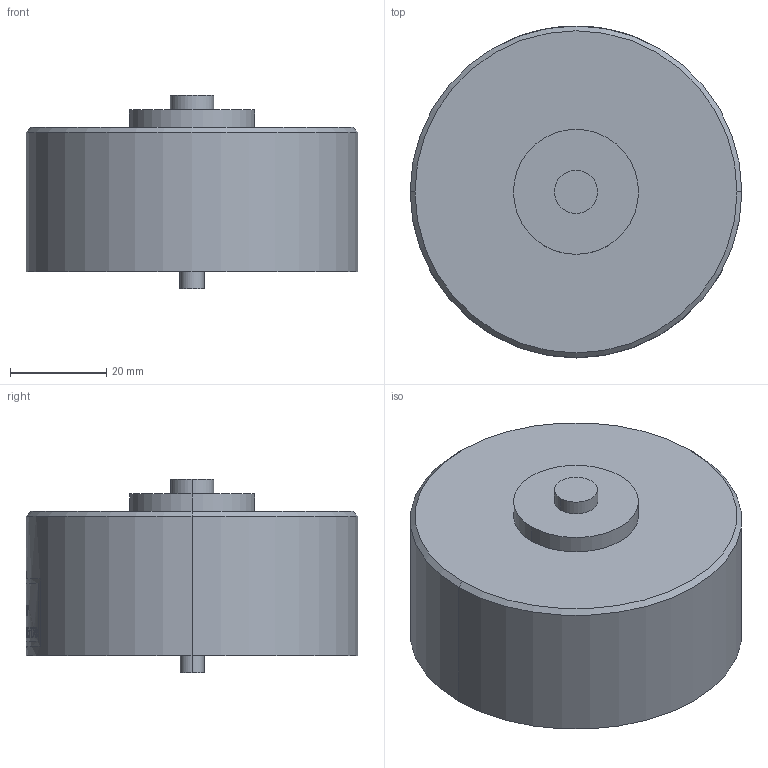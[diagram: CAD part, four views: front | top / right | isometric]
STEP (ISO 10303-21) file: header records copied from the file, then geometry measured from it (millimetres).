
FILE_DESCRIPTION (( 'STEP AP203' ), '1' );
FILE_NAME ('Tmotor_P60_Skin_Default_sldprt.STEP', '2022-04-16T10:25:13', ( '' ), ( '' ), 'SwSTEP 2.0', 'SolidWorks 2019', '' );
FILE_SCHEMA (( 'CONFIG_CONTROL_DESIGN' ));
Length unit declared in the file: millimetre
Products named in the file (1): Tmotor_P60_Skin_Default_sldprt
Bounding box: 69 x 69.01 x 40.15 mm (x, y, z)
Volume: 12595.1 mm3; surface area: 20854.3 mm2
Topology: 1 solids, 1 shells, 801 faces, 2311 edges, 1540 vertices
Faces by surface type: plane 519, bspline 246, cylinder 34, cone 2
Entity records: 34074 total; most frequent: CARTESIAN_POINT 15947, ORIENTED_EDGE 4622, DIRECTION 2397, EDGE_CURVE 2311, VERTEX_POINT 1540, B_SPLINE_CURVE_WITH_KNOTS 1114, VECTOR 961, LINE 961
